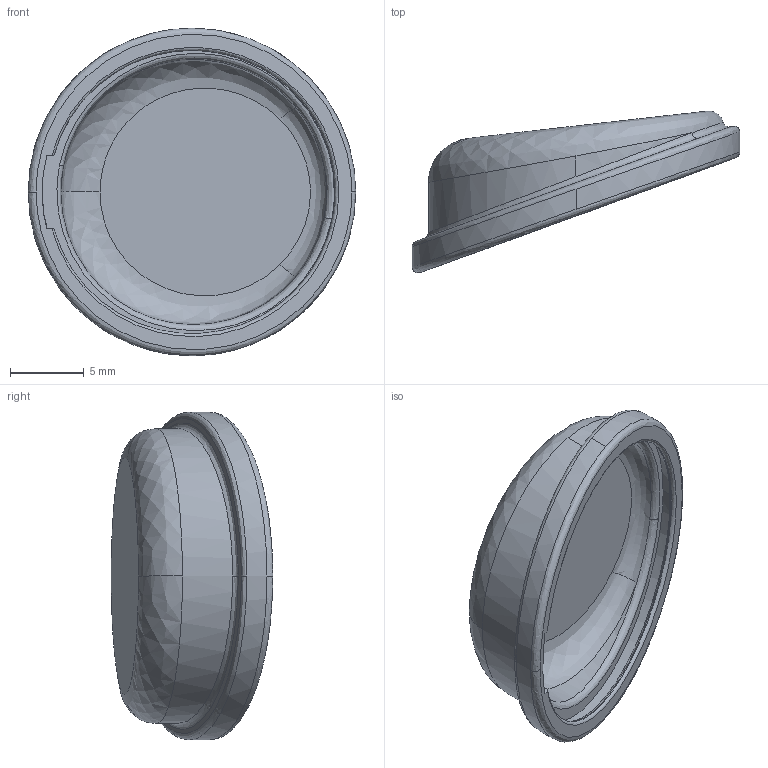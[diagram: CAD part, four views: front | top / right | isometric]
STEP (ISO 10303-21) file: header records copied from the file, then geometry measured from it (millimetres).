
FILE_DESCRIPTION (( 'STEP AP203' ), '1' );
FILE_NAME ('J1-裔赽.ST', '2024-09-27T09:30:26', ( '' ), ( '' ), 'SwSTEP 2.0', 'SolidWorks 2022', '' );
FILE_SCHEMA (( 'CONFIG_CONTROL_DESIGN' ));
Length unit declared in the file: millimetre
Products named in the file (1): J1-ｸﾇﾗﾓ｡ﾁｨｮ_ｨ｢｡ｧ_
Bounding box: 22.2 x 10.97 x 22.2 mm (x, y, z)
Volume: 693.6 mm3; surface area: 1376.8 mm2
Topology: 1 solids, 1 shells, 35 faces, 83 edges, 53 vertices
Faces by surface type: bspline 22, plane 8, cylinder 5
Entity records: 4680 total; most frequent: CARTESIAN_POINT 4014, ORIENTED_EDGE 166, EDGE_CURVE 83, DIRECTION 57, VERTEX_POINT 53, B_SPLINE_CURVE_WITH_KNOTS 38, EDGE_LOOP 38, FACE_OUTER_BOUND 35
